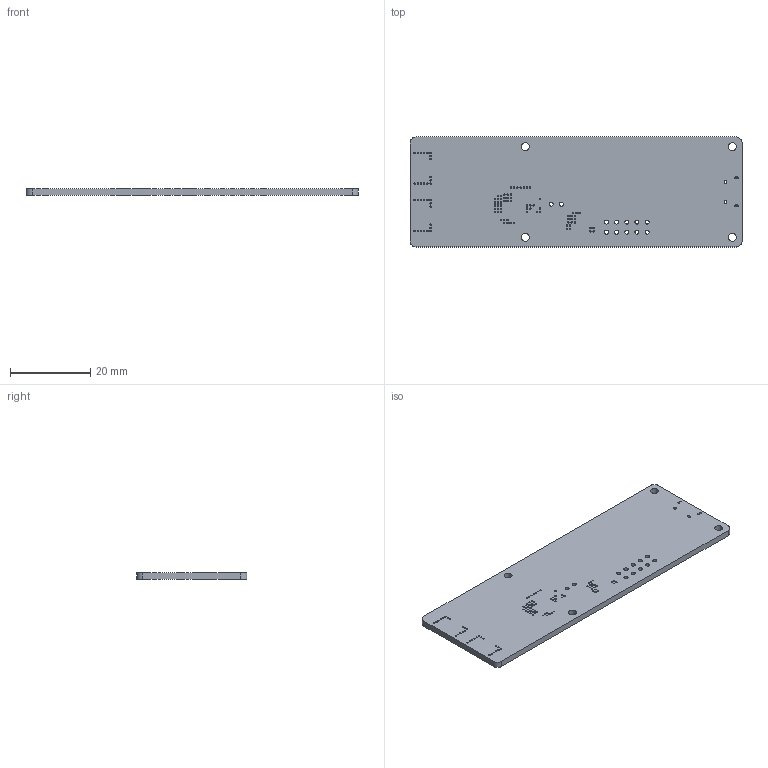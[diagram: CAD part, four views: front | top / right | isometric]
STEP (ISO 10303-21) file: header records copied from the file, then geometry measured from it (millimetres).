
FILE_DESCRIPTION(('FreeCAD Model'),'2;1');
FILE_NAME('mlaticka-sdr.step', '2017-02-27T18:41:59',('kicad StepUp'),('ksu MCAD'), 'Open CASCADE STEP processor 6.9','FreeCAD','Unknown');
FILE_SCHEMA(('AUTOMOTIVE_DESIGN { 1 0 10303 214 1 1 1 1 }'));
Length unit declared in the file: millimetre
Products named in the file (2): ASSEMBLY; Pcb
Assembly tree (1 placements, depth 2):
  ASSEMBLY
    Pcb
Bounding box: 83 x 27.5 x 1.6 mm (x, y, z)
Volume: 3594.6 mm3; surface area: 5140.3 mm2
Topology: 1 solids, 1 shells, 152 faces, 450 edges, 300 vertices
Faces by surface type: cylinder 138, plane 14
Full cylindrical faces by diameter (mm): 0.35 x102, 1.016 x12, 2 x4
Entity records: 5777 total; most frequent: DIRECTION 1034, CARTESIAN_POINT 904, ORIENTED_EDGE 900, EDGE_CURVE 450, AXIS2_PLACEMENT_3D 430, FACE_BOUND 396, EDGE_LOOP 396, VERTEX_POINT 300
